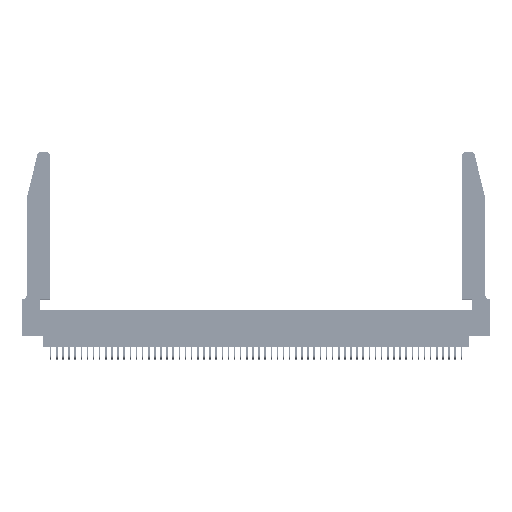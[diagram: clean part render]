
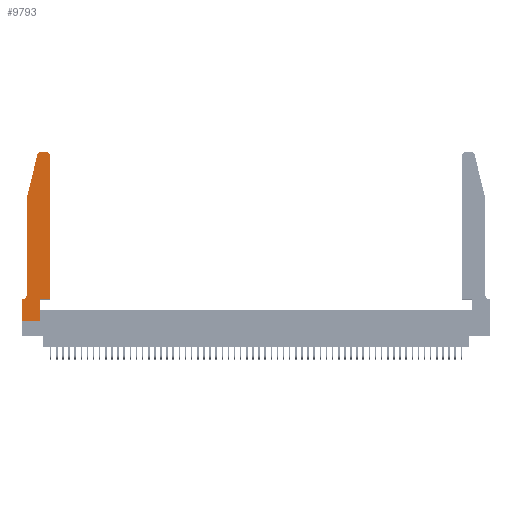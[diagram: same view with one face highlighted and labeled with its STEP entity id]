
A CAD part, top view. The second image highlights one B-rep face of the part: STEP entity #9793.
In plain terms, the highlighted planar face has unit normal (0, 0, 1).
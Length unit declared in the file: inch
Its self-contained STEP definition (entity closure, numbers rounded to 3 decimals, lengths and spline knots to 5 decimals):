
#1139 = CARTESIAN_POINT ( 'NONE',  ( 0.4505, 2.72, 0.37 ) ) ;
#1637 = LINE ( 'NONE', #6103, #35059 ) ;
#2223 = VECTOR ( 'NONE', #35330, 39.37008 ) ;
#3081 = VERTEX_POINT ( 'NONE', #9297 ) ;
#3372 = LINE ( 'NONE', #38995, #30049 ) ;
#3659 = EDGE_CURVE ( 'NONE', #55419, #25574, #7304, .T. ) ;
#4510 = DIRECTION ( 'NONE',  ( -1., 0., 0. ) ) ;
#4928 = CARTESIAN_POINT ( 'NONE',  ( 0.4205, 2.75, 0.37 ) ) ;
#6103 = CARTESIAN_POINT ( 'NONE',  ( 0.0755, 2., 0.37 ) ) ;
#6793 = DIRECTION ( 'NONE',  ( 1., 0., 0. ) ) ;
#6873 = CARTESIAN_POINT ( 'NONE',  ( 0.2865, 0.35, 0.37 ) ) ;
#7107 = CARTESIAN_POINT ( 'NONE',  ( 0.0755, 2., 0.37 ) ) ;
#7304 = LINE ( 'NONE', #31931, #35335 ) ;
#7892 = DIRECTION ( 'NONE',  ( 0., 0., 1. ) ) ;
#8560 = DIRECTION ( 'NONE',  ( 1., 0., 0. ) ) ;
#9253 = EDGE_CURVE ( 'NONE', #3081, #14765, #3372, .T. ) ;
#9297 = CARTESIAN_POINT ( 'NONE',  ( 0.2865, 0., 0.37 ) ) ;
#9793 = ADVANCED_FACE ( 'NONE', ( #38184 ), #55830, .T. ) ;
#11038 = VERTEX_POINT ( 'NONE', #28733 ) ;
#11553 = VERTEX_POINT ( 'NONE', #7107 ) ;
#11660 = VERTEX_POINT ( 'NONE', #25055 ) ;
#11734 = CARTESIAN_POINT ( 'NONE',  ( 0.2605, 2.75, 0.37 ) ) ;
#12773 = ORIENTED_EDGE ( 'NONE', *, *, #44733, .T. ) ;
#12886 = ORIENTED_EDGE ( 'NONE', *, *, #9253, .T. ) ;
#12976 = LINE ( 'NONE', #16939, #17711 ) ;
#13405 = ORIENTED_EDGE ( 'NONE', *, *, #18441, .T. ) ;
#14675 = ORIENTED_EDGE ( 'NONE', *, *, #18767, .T. ) ;
#14765 = VERTEX_POINT ( 'NONE', #6873 ) ;
#14799 = EDGE_CURVE ( 'NONE', #26916, #30152, #17176, .T. ) ;
#15870 = DIRECTION ( 'NONE',  ( 0., 0., 1. ) ) ;
#16939 = CARTESIAN_POINT ( 'NONE',  ( 0.4505, 0.35, 0.37 ) ) ;
#17176 = CIRCLE ( 'NONE', #28789, 0.03 ) ;
#17179 = ORIENTED_EDGE ( 'NONE', *, *, #24766, .T. ) ;
#17402 = CARTESIAN_POINT ( 'NONE',  ( 0., 0., 0.37 ) ) ;
#17498 = CARTESIAN_POINT ( 'NONE',  ( 0.0055, 0.42, 0.37 ) ) ;
#17711 = VECTOR ( 'NONE', #8560, 39.37008 ) ;
#18441 = EDGE_CURVE ( 'NONE', #42003, #39789, #24773, .T. ) ;
#18767 = EDGE_CURVE ( 'NONE', #11660, #26916, #47227, .T. ) ;
#19785 = AXIS2_PLACEMENT_3D ( 'NONE', #29440, #7892, #50768 ) ;
#20409 = CARTESIAN_POINT ( 'NONE',  ( 0.4205, 2.72, 0.37 ) ) ;
#20458 = CARTESIAN_POINT ( 'NONE',  ( 0.0055, 0.35, 0.37 ) ) ;
#20891 = CARTESIAN_POINT ( 'NONE',  ( 0.25487, 2.72718, 0.37 ) ) ;
#21692 = VECTOR ( 'NONE', #47869, 39.37008 ) ;
#21769 = LINE ( 'NONE', #11734, #27235 ) ;
#21972 = ORIENTED_EDGE ( 'NONE', *, *, #40314, .T. ) ;
#22117 = EDGE_CURVE ( 'NONE', #39789, #11553, #1637, .T. ) ;
#23095 = ORIENTED_EDGE ( 'NONE', *, *, #38803, .T. ) ;
#24008 = ORIENTED_EDGE ( 'NONE', *, *, #14799, .T. ) ;
#24281 = EDGE_CURVE ( 'NONE', #14765, #11660, #12976, .T. ) ;
#24317 = VECTOR ( 'NONE', #6793, 39.37008 ) ;
#24766 = EDGE_CURVE ( 'NONE', #30152, #42003, #21769, .T. ) ;
#24773 = CIRCLE ( 'NONE', #19785, 0.03 ) ;
#25055 = CARTESIAN_POINT ( 'NONE',  ( 0.4505, 0.35, 0.37 ) ) ;
#25574 = VERTEX_POINT ( 'NONE', #47452 ) ;
#25958 = CIRCLE ( 'NONE', #29333, 0.07 ) ;
#26792 = DIRECTION ( 'NONE',  ( -1., 0., 0. ) ) ;
#26916 = VERTEX_POINT ( 'NONE', #1139 ) ;
#27235 = VECTOR ( 'NONE', #42444, 39.37008 ) ;
#28733 = CARTESIAN_POINT ( 'NONE',  ( 0., 0., 0.37 ) ) ;
#28789 = AXIS2_PLACEMENT_3D ( 'NONE', #20409, #15870, #46314 ) ;
#29328 = ORIENTED_EDGE ( 'NONE', *, *, #39653, .T. ) ;
#29333 = AXIS2_PLACEMENT_3D ( 'NONE', #17498, #47963, #4510 ) ;
#29440 = CARTESIAN_POINT ( 'NONE',  ( 0.284, 2.72, 0.37 ) ) ;
#29739 = DIRECTION ( 'NONE',  ( 1., 0., 0. ) ) ;
#30049 = VECTOR ( 'NONE', #34605, 39.37008 ) ;
#30152 = VERTEX_POINT ( 'NONE', #4928 ) ;
#30575 = ORIENTED_EDGE ( 'NONE', *, *, #24281, .T. ) ;
#30669 = ORIENTED_EDGE ( 'NONE', *, *, #3659, .T. ) ;
#31931 = CARTESIAN_POINT ( 'NONE',  ( 0.0755, 0.35, 0.37 ) ) ;
#34605 = DIRECTION ( 'NONE',  ( 0., 1., 0. ) ) ;
#35059 = VECTOR ( 'NONE', #53920, 39.37008 ) ;
#35330 = DIRECTION ( 'NONE',  ( 0., 1., 0. ) ) ;
#35335 = VECTOR ( 'NONE', #26792, 39.37008 ) ;
#36100 = CARTESIAN_POINT ( 'NONE',  ( 0.0755, 0.42, 0.37 ) ) ;
#37308 = LINE ( 'NONE', #46069, #24317 ) ;
#38184 = FACE_OUTER_BOUND ( 'NONE', #55495, .T. ) ;
#38729 = CARTESIAN_POINT ( 'NONE',  ( 0., 0.35, 0.37 ) ) ;
#38803 = EDGE_CURVE ( 'NONE', #25574, #11038, #48241, .T. ) ;
#38995 = CARTESIAN_POINT ( 'NONE',  ( 0.2865, 0.35, 0.37 ) ) ;
#39653 = EDGE_CURVE ( 'NONE', #11038, #3081, #37308, .T. ) ;
#39789 = VERTEX_POINT ( 'NONE', #20891 ) ;
#40314 = EDGE_CURVE ( 'NONE', #11553, #53158, #46725, .T. ) ;
#40324 = AXIS2_PLACEMENT_3D ( 'NONE', #38729, #47825, #29739 ) ;
#42003 = VERTEX_POINT ( 'NONE', #54381 ) ;
#42444 = DIRECTION ( 'NONE',  ( -1., 0., 0. ) ) ;
#44728 = ORIENTED_EDGE ( 'NONE', *, *, #22117, .T. ) ;
#44733 = EDGE_CURVE ( 'NONE', #53158, #55419, #25958, .T. ) ;
#46069 = CARTESIAN_POINT ( 'NONE',  ( 0., 0., 0.37 ) ) ;
#46314 = DIRECTION ( 'NONE',  ( 1., 0., 0. ) ) ;
#46725 = LINE ( 'NONE', #55881, #50168 ) ;
#46951 = DIRECTION ( 'NONE',  ( 0., -1., 0. ) ) ;
#47227 = LINE ( 'NONE', #48640, #2223 ) ;
#47452 = CARTESIAN_POINT ( 'NONE',  ( 0., 0.35, 0.37 ) ) ;
#47825 = DIRECTION ( 'NONE',  ( 0., 0., 1. ) ) ;
#47869 = DIRECTION ( 'NONE',  ( 0., -1., 0. ) ) ;
#47963 = DIRECTION ( 'NONE',  ( 0., 0., -1. ) ) ;
#48241 = LINE ( 'NONE', #17402, #21692 ) ;
#48640 = CARTESIAN_POINT ( 'NONE',  ( 0.4505, 0.35, 0.37 ) ) ;
#50168 = VECTOR ( 'NONE', #46951, 39.37008 ) ;
#50768 = DIRECTION ( 'NONE',  ( 1., 0., 0. ) ) ;
#53158 = VERTEX_POINT ( 'NONE', #36100 ) ;
#53920 = DIRECTION ( 'NONE',  ( -0.239, -0.971, 0. ) ) ;
#54381 = CARTESIAN_POINT ( 'NONE',  ( 0.284, 2.75, 0.37 ) ) ;
#55419 = VERTEX_POINT ( 'NONE', #20458 ) ;
#55495 = EDGE_LOOP ( 'NONE', ( #17179, #13405, #44728, #21972, #12773, #30669, #23095, #29328, #12886, #30575, #14675, #24008 ) ) ;
#55830 = PLANE ( 'NONE',  #40324 ) ;
#55881 = CARTESIAN_POINT ( 'NONE',  ( 0.0755, 2., 0.37 ) ) ;
